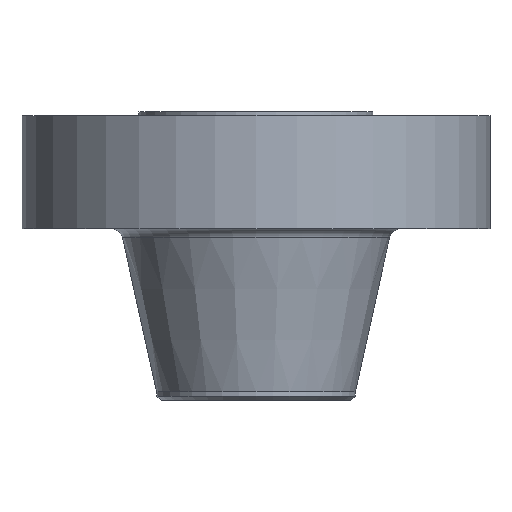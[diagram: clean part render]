
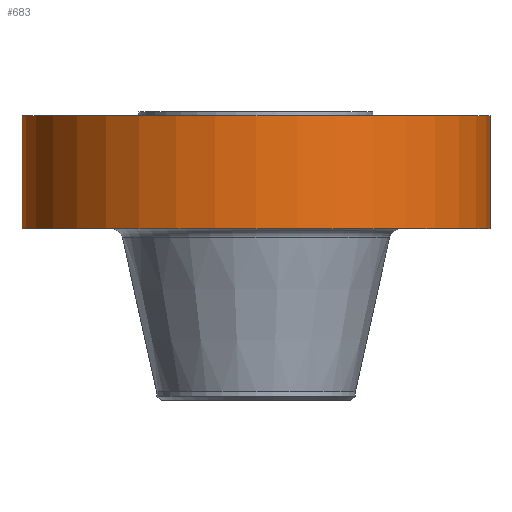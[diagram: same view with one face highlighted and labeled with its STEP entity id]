
A CAD part, front view. The second image highlights one B-rep face of the part: STEP entity #683.
In plain terms, the highlighted cylindrical face has radius 381 mm (diameter 762 mm), a partial arc.
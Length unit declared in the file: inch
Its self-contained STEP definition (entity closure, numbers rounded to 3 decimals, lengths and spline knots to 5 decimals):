
#112 = CYLINDRICAL_SURFACE ( 'NONE', #1044, 15. ) ;
#131 = CIRCLE ( 'NONE', #546, 15. ) ;
#144 = DIRECTION ( 'NONE',  ( 0., 0., 1. ) ) ;
#168 = VERTEX_POINT ( 'NONE', #1024 ) ;
#175 = EDGE_CURVE ( 'NONE', #168, #1308, #188, .T. ) ;
#188 = CIRCLE ( 'NONE', #675, 15. ) ;
#208 = CARTESIAN_POINT ( 'NONE',  ( 15., 0., 0. ) ) ;
#214 = DIRECTION ( 'NONE',  ( 1., 0., 0. ) ) ;
#250 = DIRECTION ( 'NONE',  ( 1., 0., 0. ) ) ;
#269 = LINE ( 'NONE', #278, #949 ) ;
#278 = CARTESIAN_POINT ( 'NONE',  ( -15., 0., 0. ) ) ;
#288 = CARTESIAN_POINT ( 'NONE',  ( 15., 0., -7.5 ) ) ;
#324 = DIRECTION ( 'NONE',  ( 1., 0., 0. ) ) ;
#331 = EDGE_CURVE ( 'NONE', #168, #636, #269, .T. ) ;
#419 = DIRECTION ( 'NONE',  ( 0., 0., 1. ) ) ;
#427 = DIRECTION ( 'NONE',  ( 0., 0., 1. ) ) ;
#463 = EDGE_CURVE ( 'NONE', #1308, #864, #528, .T. ) ;
#472 = VECTOR ( 'NONE', #981, 39.37008 ) ;
#502 = ORIENTED_EDGE ( 'NONE', *, *, #331, .F. ) ;
#528 = LINE ( 'NONE', #208, #472 ) ;
#534 = CARTESIAN_POINT ( 'NONE',  ( 0., 0., 0. ) ) ;
#543 = FACE_OUTER_BOUND ( 'NONE', #1365, .T. ) ;
#546 = AXIS2_PLACEMENT_3D ( 'NONE', #993, #427, #324 ) ;
#580 = CARTESIAN_POINT ( 'NONE',  ( 15., 0., -0.25 ) ) ;
#635 = EDGE_CURVE ( 'NONE', #636, #864, #131, .T. ) ;
#636 = VERTEX_POINT ( 'NONE', #664 ) ;
#664 = CARTESIAN_POINT ( 'NONE',  ( -15., 0., -0.25 ) ) ;
#675 = AXIS2_PLACEMENT_3D ( 'NONE', #926, #144, #250 ) ;
#683 = ADVANCED_FACE ( 'NONE', ( #543 ), #112, .T. ) ;
#724 = DIRECTION ( 'NONE',  ( 0., 0., 1. ) ) ;
#864 = VERTEX_POINT ( 'NONE', #580 ) ;
#926 = CARTESIAN_POINT ( 'NONE',  ( 0., 0., -7.5 ) ) ;
#949 = VECTOR ( 'NONE', #724, 39.37008 ) ;
#957 = ORIENTED_EDGE ( 'NONE', *, *, #175, .T. ) ;
#981 = DIRECTION ( 'NONE',  ( 0., 0., 1. ) ) ;
#993 = CARTESIAN_POINT ( 'NONE',  ( 0., 0., -0.25 ) ) ;
#1024 = CARTESIAN_POINT ( 'NONE',  ( -15., 0., -7.5 ) ) ;
#1044 = AXIS2_PLACEMENT_3D ( 'NONE', #534, #419, #214 ) ;
#1282 = ORIENTED_EDGE ( 'NONE', *, *, #463, .T. ) ;
#1308 = VERTEX_POINT ( 'NONE', #288 ) ;
#1365 = EDGE_LOOP ( 'NONE', ( #502, #957, #1282, #1422 ) ) ;
#1422 = ORIENTED_EDGE ( 'NONE', *, *, #635, .F. ) ;
